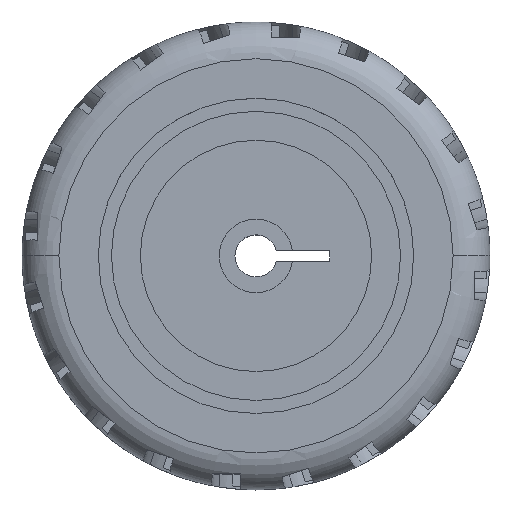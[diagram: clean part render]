
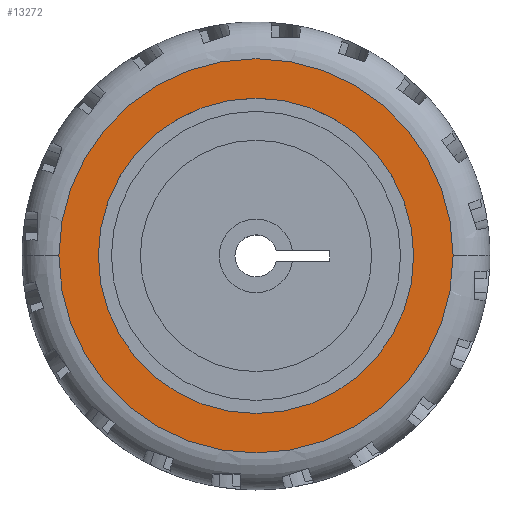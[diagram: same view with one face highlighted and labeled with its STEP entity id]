
A CAD part, top view. The second image highlights one B-rep face of the part: STEP entity #13272.
In plain terms, the highlighted planar face has unit normal (0, 0, 1).
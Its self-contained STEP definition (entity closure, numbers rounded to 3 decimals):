
#391 = FACE_BOUND ( 'NONE', #16480, .T. ) ;
#398 = CIRCLE ( 'NONE', #13457, 15. ) ;
#1115 = CARTESIAN_POINT ( 'NONE',  ( 18.75, 0., 18. ) ) ;
#1887 = EDGE_CURVE ( 'NONE', #1922, #8291, #18011, .T. ) ;
#1922 = VERTEX_POINT ( 'NONE', #14158 ) ;
#2059 = AXIS2_PLACEMENT_3D ( 'NONE', #15455, #6816, #16929 ) ;
#2442 = PLANE ( 'NONE',  #16138 ) ;
#3078 = ORIENTED_EDGE ( 'NONE', *, *, #8645, .T. ) ;
#4634 = CIRCLE ( 'NONE', #12477, 18.75 ) ;
#6010 = AXIS2_PLACEMENT_3D ( 'NONE', #15777, #15713, #15651 ) ;
#6403 = EDGE_CURVE ( 'NONE', #6989, #11567, #4634, .T. ) ;
#6816 = DIRECTION ( 'NONE',  ( 0., 0., 1. ) ) ;
#6989 = VERTEX_POINT ( 'NONE', #1115 ) ;
#7611 = DIRECTION ( 'NONE',  ( 0., 0., 1. ) ) ;
#7962 = CARTESIAN_POINT ( 'NONE',  ( 0., 0., 18. ) ) ;
#8291 = VERTEX_POINT ( 'NONE', #14368 ) ;
#8433 = CARTESIAN_POINT ( 'NONE',  ( 0., 0., 18. ) ) ;
#8645 = EDGE_CURVE ( 'NONE', #11567, #6989, #17334, .T. ) ;
#9410 = DIRECTION ( 'NONE',  ( 1., 0., 0. ) ) ;
#9853 = DIRECTION ( 'NONE',  ( 1., 0., 0. ) ) ;
#10265 = ORIENTED_EDGE ( 'NONE', *, *, #12594, .F. ) ;
#11567 = VERTEX_POINT ( 'NONE', #12915 ) ;
#12477 = AXIS2_PLACEMENT_3D ( 'NONE', #7962, #18059, #9410 ) ;
#12594 = EDGE_CURVE ( 'NONE', #8291, #1922, #398, .T. ) ;
#12915 = CARTESIAN_POINT ( 'NONE',  ( -18.75, 0., 18. ) ) ;
#13272 = ADVANCED_FACE ( 'NONE', ( #391, #15515 ), #2442, .T. ) ;
#13457 = AXIS2_PLACEMENT_3D ( 'NONE', #16280, #7611, #17744 ) ;
#13503 = EDGE_LOOP ( 'NONE', ( #17279, #3078 ) ) ;
#14158 = CARTESIAN_POINT ( 'NONE',  ( -15., 0., 18. ) ) ;
#14368 = CARTESIAN_POINT ( 'NONE',  ( 15., 0., 18. ) ) ;
#15455 = CARTESIAN_POINT ( 'NONE',  ( 0., 0., 18. ) ) ;
#15515 = FACE_OUTER_BOUND ( 'NONE', #13503, .T. ) ;
#15651 = DIRECTION ( 'NONE',  ( 1., 0., 0. ) ) ;
#15713 = DIRECTION ( 'NONE',  ( 0., 0., 1. ) ) ;
#15777 = CARTESIAN_POINT ( 'NONE',  ( 0., 0., 18. ) ) ;
#16138 = AXIS2_PLACEMENT_3D ( 'NONE', #8433, #18499, #9853 ) ;
#16280 = CARTESIAN_POINT ( 'NONE',  ( 0., 0., 18. ) ) ;
#16480 = EDGE_LOOP ( 'NONE', ( #10265, #16943 ) ) ;
#16929 = DIRECTION ( 'NONE',  ( 1., 0., 0. ) ) ;
#16943 = ORIENTED_EDGE ( 'NONE', *, *, #1887, .F. ) ;
#17279 = ORIENTED_EDGE ( 'NONE', *, *, #6403, .T. ) ;
#17334 = CIRCLE ( 'NONE', #2059, 18.75 ) ;
#17744 = DIRECTION ( 'NONE',  ( 1., 0., 0. ) ) ;
#18011 = CIRCLE ( 'NONE', #6010, 15. ) ;
#18059 = DIRECTION ( 'NONE',  ( 0., 0., 1. ) ) ;
#18499 = DIRECTION ( 'NONE',  ( 0., 0., 1. ) ) ;
